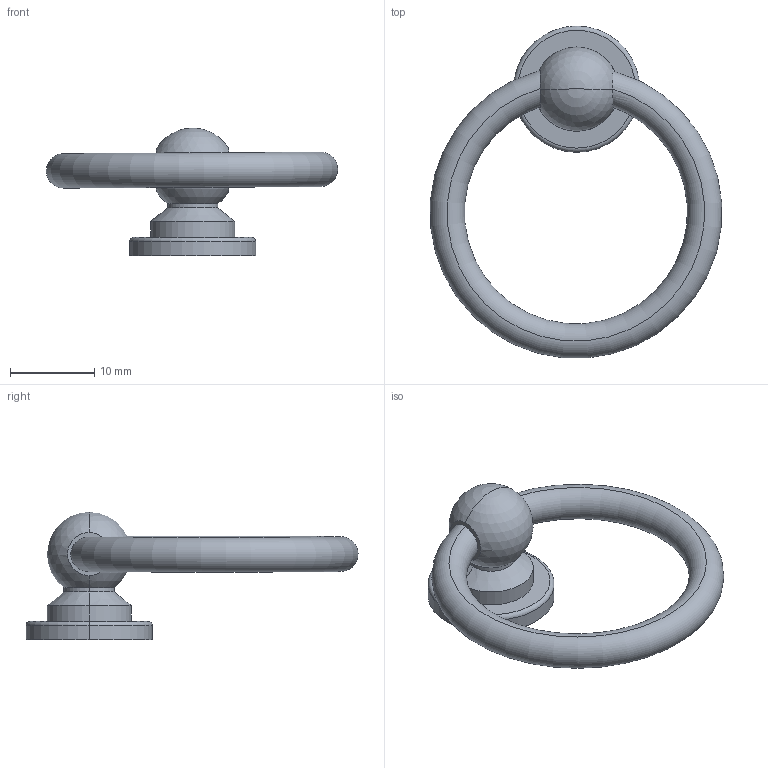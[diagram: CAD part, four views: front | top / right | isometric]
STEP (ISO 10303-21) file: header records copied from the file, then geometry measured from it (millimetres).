
FILE_DESCRIPTION(('Creo Elements/Direct Modeling STEP Export'),'2;1');
FILE_NAME('2499-40.stp','2020-11-06T 9:11:44',(''),(''),'Creo Elements/Direct Modeling STEP processor for AP214 (Solid Model)','Creo Elements/Direct Modeling 20.0 12-Nov-2016 (C) Parametric Technology GmbH','');
FILE_SCHEMA(('AUTOMOTIVE_DESIGN { 1 0 10303 214 1 1 1 1 }'));
Length unit declared in the file: millimetre
Products named in the file (3): ZN-11128; ZN-11127; DIV-11126
Assembly tree (2 placements, depth 2):
  DIV-11126
    ZN-11127
    ZN-11128
Bounding box: 34.6 x 39.44 x 15.2 mm (x, y, z)
Volume: 2171.8 mm3; surface area: 2162.2 mm2
Topology: 2 solids, 2 shells, 37 faces, 81 edges, 49 vertices
Faces by surface type: cylinder 16, plane 9, cone 6, torus 4, sphere 2
Entity records: 1743 total; most frequent: CARTESIAN_POINT 912, DIRECTION 154, ORIENTED_EDGE 154, EDGE_CURVE 77, AXIS2_PLACEMENT_3D 66, VERTEX_POINT 49, EDGE_LOOP 44, FACE_OUTER_BOUND 37
